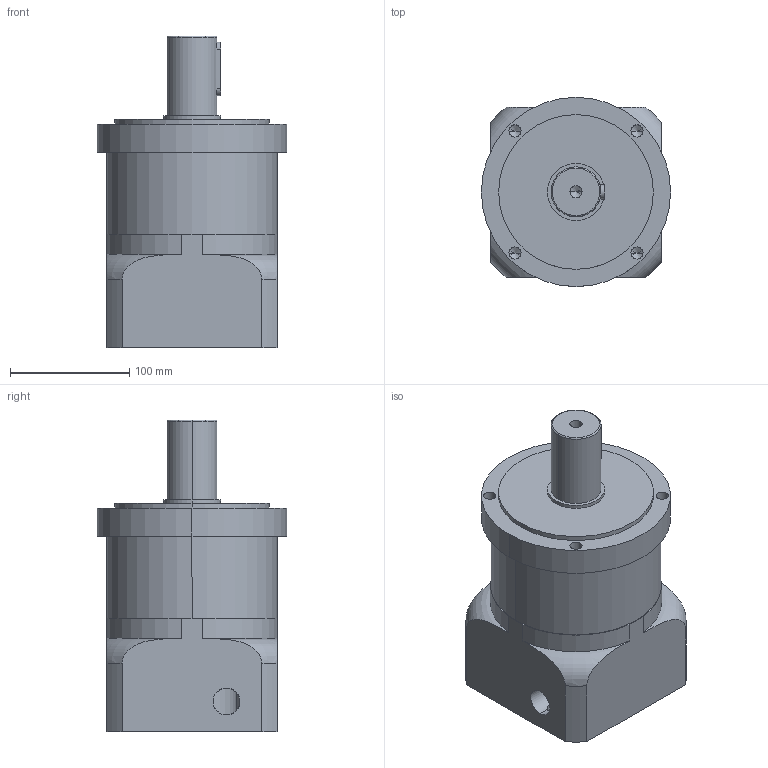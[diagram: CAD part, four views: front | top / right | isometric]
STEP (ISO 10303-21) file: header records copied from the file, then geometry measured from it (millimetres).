
FILE_DESCRIPTION (( 'STEP AP214' ), '1' );
FILE_NAME ('DL150-L1-XX-22-110-145-M8_2019.STEP', '2019-03-14T10:31:29', ( 'Y' ), ( 'NCU' ), 'SwSTEP 2.0', 'SolidWorks 2016', '' );
FILE_SCHEMA (( 'AUTOMOTIVE_DESIGN' ));
Length unit declared in the file: millimetre
Products named in the file (1): DL150-L1-XX-22-110-145-M8_2019
Bounding box: 159 x 159 x 262 mm (x, y, z)
Volume: 3199746.8 mm3; surface area: 231193.6 mm2
Topology: 1 solids, 9 shells, 258 faces, 587 edges, 368 vertices
Faces by surface type: plane 113, cylinder 105, cone 34, torus 6
Entity records: 9137 total; most frequent: CARTESIAN_POINT 2126, DIRECTION 1276, ORIENTED_EDGE 1138, EDGE_CURVE 569, AXIS2_PLACEMENT_3D 476, VERTEX_POINT 368, LINE 324, VECTOR 324
